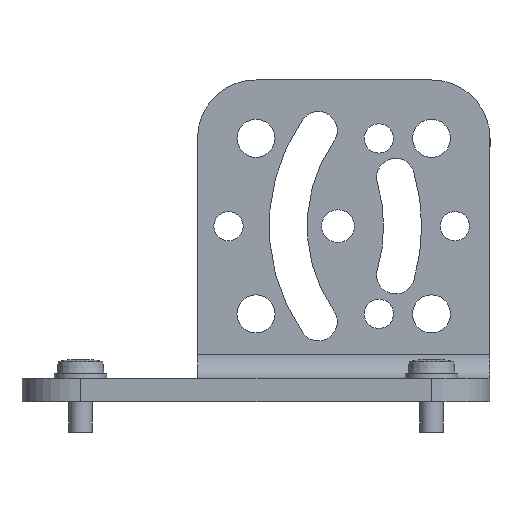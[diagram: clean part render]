
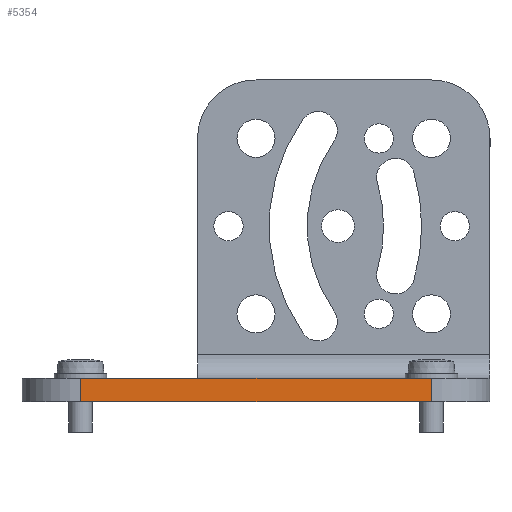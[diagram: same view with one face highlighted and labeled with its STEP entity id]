
A CAD part, front view. The second image highlights one B-rep face of the part: STEP entity #5354.
In plain terms, the highlighted planar face has unit normal (0, -1, 0).
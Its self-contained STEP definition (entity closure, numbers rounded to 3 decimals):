
#95 = VERTEX_POINT ( 'NONE', #3481 ) ;
#399 = ORIENTED_EDGE ( 'NONE', *, *, #5838, .T. ) ;
#433 = CARTESIAN_POINT ( 'NONE',  ( -53.499, 1., -18.499 ) ) ;
#1011 = LINE ( 'NONE', #3716, #6588 ) ;
#1206 = ORIENTED_EDGE ( 'NONE', *, *, #6256, .F. ) ;
#1347 = PLANE ( 'NONE',  #3395 ) ;
#1664 = CARTESIAN_POINT ( 'NONE',  ( 6.501, 1., -22.499 ) ) ;
#1766 = EDGE_CURVE ( 'NONE', #6407, #95, #5348, .T. ) ;
#2022 = CARTESIAN_POINT ( 'NONE',  ( -53.499, 1., -22.499 ) ) ;
#2138 = FACE_OUTER_BOUND ( 'NONE', #5559, .T. ) ;
#2512 = VECTOR ( 'NONE', #3113, 1000. ) ;
#2850 = VECTOR ( 'NONE', #4134, 1000. ) ;
#3113 = DIRECTION ( 'NONE',  ( 1., 0., 0. ) ) ;
#3160 = ORIENTED_EDGE ( 'NONE', *, *, #1766, .F. ) ;
#3219 = ORIENTED_EDGE ( 'NONE', *, *, #7019, .F. ) ;
#3360 = LINE ( 'NONE', #3559, #4797 ) ;
#3395 = AXIS2_PLACEMENT_3D ( 'NONE', #5604, #6741, #3494 ) ;
#3481 = CARTESIAN_POINT ( 'NONE',  ( 6.501, 1., -18.499 ) ) ;
#3494 = DIRECTION ( 'NONE',  ( 0., 0., -1. ) ) ;
#3559 = CARTESIAN_POINT ( 'NONE',  ( -53.499, 1., -22.499 ) ) ;
#3716 = CARTESIAN_POINT ( 'NONE',  ( 6.501, 1., -18.499 ) ) ;
#4134 = DIRECTION ( 'NONE',  ( 0., 0., 1. ) ) ;
#4797 = VECTOR ( 'NONE', #6819, 1000. ) ;
#5329 = DIRECTION ( 'NONE',  ( 0., 0., -1. ) ) ;
#5348 = LINE ( 'NONE', #433, #2512 ) ;
#5354 = ADVANCED_FACE ( 'NONE', ( #2138 ), #1347, .T. ) ;
#5559 = EDGE_LOOP ( 'NONE', ( #3160, #3219, #399, #1206 ) ) ;
#5604 = CARTESIAN_POINT ( 'NONE',  ( -59.499, 1., -18.099 ) ) ;
#5838 = EDGE_CURVE ( 'NONE', #6244, #6363, #3360, .T. ) ;
#6005 = CARTESIAN_POINT ( 'NONE',  ( -53.499, 1., -18.499 ) ) ;
#6244 = VERTEX_POINT ( 'NONE', #6961 ) ;
#6256 = EDGE_CURVE ( 'NONE', #95, #6363, #1011, .T. ) ;
#6363 = VERTEX_POINT ( 'NONE', #1664 ) ;
#6407 = VERTEX_POINT ( 'NONE', #6005 ) ;
#6588 = VECTOR ( 'NONE', #5329, 1000. ) ;
#6741 = DIRECTION ( 'NONE',  ( 0., -1., 0. ) ) ;
#6819 = DIRECTION ( 'NONE',  ( 1., 0., 0. ) ) ;
#6961 = CARTESIAN_POINT ( 'NONE',  ( -53.499, 1., -22.499 ) ) ;
#6997 = LINE ( 'NONE', #2022, #2850 ) ;
#7019 = EDGE_CURVE ( 'NONE', #6244, #6407, #6997, .T. ) ;
